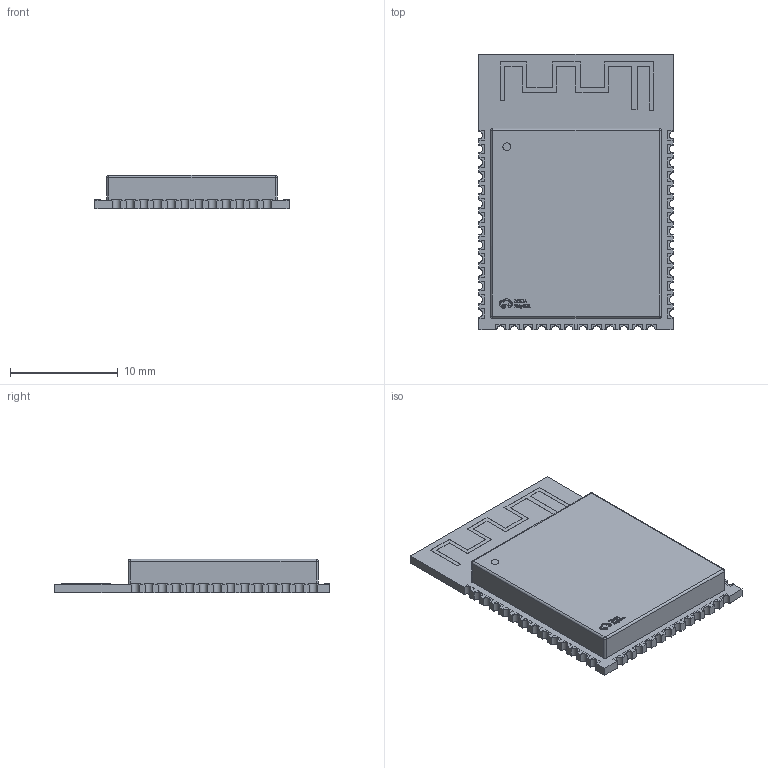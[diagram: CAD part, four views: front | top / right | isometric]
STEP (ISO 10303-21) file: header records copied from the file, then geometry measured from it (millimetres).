
FILE_DESCRIPTION(('Open CASCADE Model'),'2;1');
FILE_NAME('Open CASCADE Shape Model','2025-11-01T23:48:41',('Author'),( 'Open CASCADE'),'Open CASCADE STEP processor 7.9','Open CASCADE 7.9' ,'Unknown');
FILE_SCHEMA(('AUTOMOTIVE_DESIGN { 1 0 10303 214 1 1 1 1 }'));
Length unit declared in the file: millimetre
Products named in the file (1): SOLID
Bounding box: 18 x 25.5 x 3.12 mm (x, y, z)
Volume: 1000.8 mm3; surface area: 1136.4 mm2
Topology: 1 solids, 1 shells, 738 faces, 2107 edges, 1398 vertices
Faces by surface type: bspline 738
Entity records: 27675 total; most frequent: CARTESIAN_POINT 9869, ORIENTED_EDGE 4206, EDGE_CURVE 2103, B_SPLINE_CURVE_WITH_KNOTS 1975, VERTEX_POINT 1398, FACE_BOUND 769, EDGE_LOOP 769, ADVANCED_FACE 738
